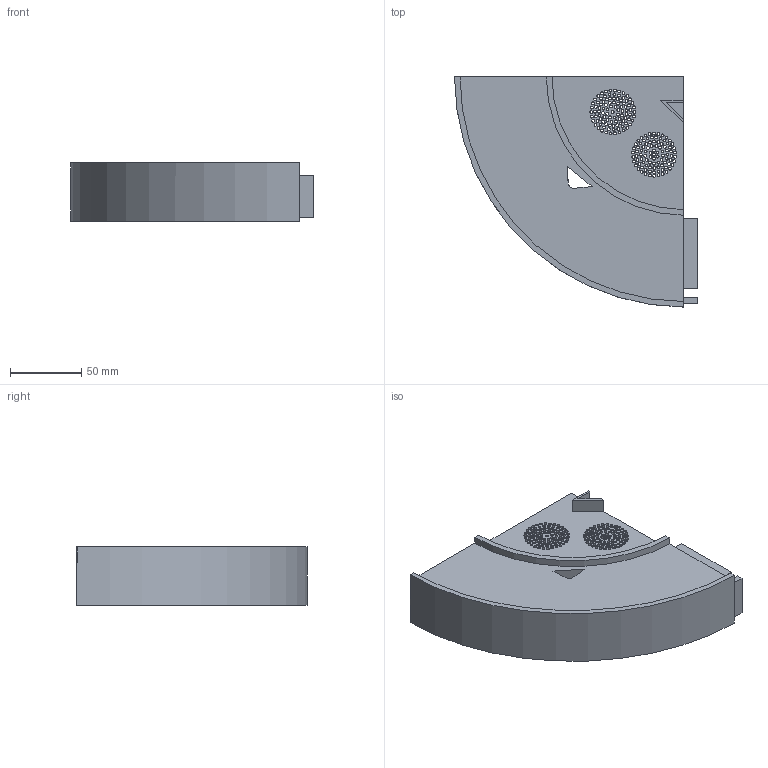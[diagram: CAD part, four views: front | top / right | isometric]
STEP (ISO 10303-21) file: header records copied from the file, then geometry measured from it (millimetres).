
FILE_DESCRIPTION(/* description */ (''),/* implementation_level */ '2;1');
FILE_NAME(/* name */ 'bottom-left.step',/* time_stamp */ '2025-11-10T03:52:36+05:30',/* author */ (''),/* organization */ (''),/* preprocessor_version */ 'ST-DEVELOPER v20.1',/* originating_system */ 'Autodesk Translation Framework v14.21.0.0',/* authorisation */ '');
FILE_SCHEMA (('AUTOMOTIVE_DESIGN { 1 0 10303 214 3 1 1 }'));
Length unit declared in the file: millimetre
Products named in the file (1): 2025-11-10-03-52-36-265
Bounding box: 170.62 x 161.64 x 41 mm (x, y, z)
Volume: 266089.4 mm3; surface area: 81745.9 mm2
Topology: 1 solids, 1 shells, 259 faces, 751 edges, 500 vertices
Faces by surface type: cylinder 200, plane 58, bspline 1
Full cylindrical faces by diameter (mm): 2 x194
Entity records: 9849 total; most frequent: CARTESIAN_POINT 1785, DIRECTION 1673, ORIENTED_EDGE 1502, EDGE_CURVE 751, AXIS2_PLACEMENT_3D 665, EDGE_LOOP 655, VERTEX_POINT 500, CIRCLE 406
